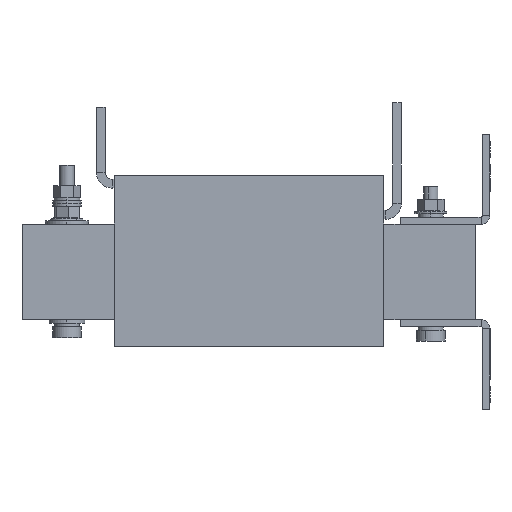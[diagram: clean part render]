
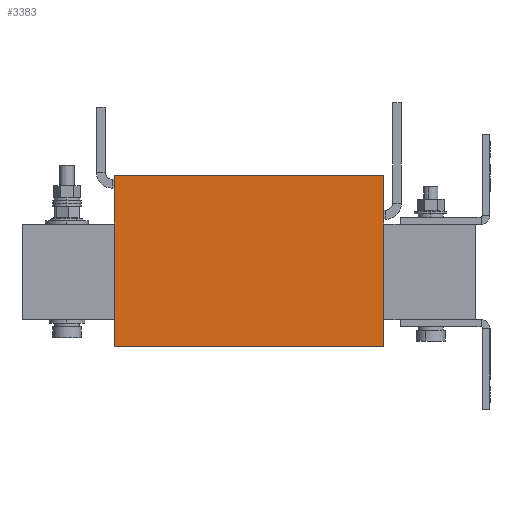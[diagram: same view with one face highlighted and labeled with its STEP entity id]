
A CAD part, left-side view. The second image highlights one B-rep face of the part: STEP entity #3383.
In plain terms, the highlighted planar face has unit normal (-1, 0, 0).
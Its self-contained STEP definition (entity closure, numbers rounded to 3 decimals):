
#508 = AXIS2_PLACEMENT_3D ( 'NONE', #9065, #5951, #4909 ) ;
#554 = DIRECTION ( 'NONE',  ( 0., 0., 1. ) ) ;
#591 = VECTOR ( 'NONE', #6305, 1000. ) ;
#647 = LINE ( 'NONE', #3174, #591 ) ;
#1362 = EDGE_CURVE ( 'NONE', #7640, #10148, #2350, .T. ) ;
#1532 = DIRECTION ( 'NONE',  ( 0., -1., 0. ) ) ;
#2350 = LINE ( 'NONE', #7245, #2594 ) ;
#2414 = CARTESIAN_POINT ( 'NONE',  ( -140.1, 75., -41.6 ) ) ;
#2594 = VECTOR ( 'NONE', #1532, 1000. ) ;
#2907 = EDGE_CURVE ( 'NONE', #7328, #10148, #8915, .T. ) ;
#3159 = VECTOR ( 'NONE', #10510, 1000. ) ;
#3174 = CARTESIAN_POINT ( 'NONE',  ( -140.1, 75., -41.6 ) ) ;
#3383 = ADVANCED_FACE ( 'NONE', ( #8354 ), #5894, .F. ) ;
#4062 = LINE ( 'NONE', #2414, #9527 ) ;
#4797 = CARTESIAN_POINT ( 'NONE',  ( -140.1, -75., 53.6 ) ) ;
#4909 = DIRECTION ( 'NONE',  ( 0., -1., 0. ) ) ;
#5255 = CARTESIAN_POINT ( 'NONE',  ( -140.1, -75., -41.6 ) ) ;
#5279 = VERTEX_POINT ( 'NONE', #6998 ) ;
#5894 = PLANE ( 'NONE',  #508 ) ;
#5951 = DIRECTION ( 'NONE',  ( 1., 0., 0. ) ) ;
#6305 = DIRECTION ( 'NONE',  ( 0., -1., 0. ) ) ;
#6767 = ORIENTED_EDGE ( 'NONE', *, *, #1362, .F. ) ;
#6884 = ORIENTED_EDGE ( 'NONE', *, *, #8148, .T. ) ;
#6974 = CARTESIAN_POINT ( 'NONE',  ( -140.1, 75., 53.6 ) ) ;
#6998 = CARTESIAN_POINT ( 'NONE',  ( -140.1, 75., -41.6 ) ) ;
#7245 = CARTESIAN_POINT ( 'NONE',  ( -140.1, 75., 53.6 ) ) ;
#7328 = VERTEX_POINT ( 'NONE', #5255 ) ;
#7579 = EDGE_LOOP ( 'NONE', ( #10187, #6767, #10268, #6884 ) ) ;
#7640 = VERTEX_POINT ( 'NONE', #6974 ) ;
#8148 = EDGE_CURVE ( 'NONE', #5279, #7328, #647, .T. ) ;
#8354 = FACE_OUTER_BOUND ( 'NONE', #7579, .T. ) ;
#8915 = LINE ( 'NONE', #10672, #3159 ) ;
#9008 = EDGE_CURVE ( 'NONE', #5279, #7640, #4062, .T. ) ;
#9065 = CARTESIAN_POINT ( 'NONE',  ( -140.1, 75., -41.6 ) ) ;
#9527 = VECTOR ( 'NONE', #554, 1000. ) ;
#10148 = VERTEX_POINT ( 'NONE', #4797 ) ;
#10187 = ORIENTED_EDGE ( 'NONE', *, *, #2907, .T. ) ;
#10268 = ORIENTED_EDGE ( 'NONE', *, *, #9008, .F. ) ;
#10510 = DIRECTION ( 'NONE',  ( 0., 0., 1. ) ) ;
#10672 = CARTESIAN_POINT ( 'NONE',  ( -140.1, -75., -41.6 ) ) ;
